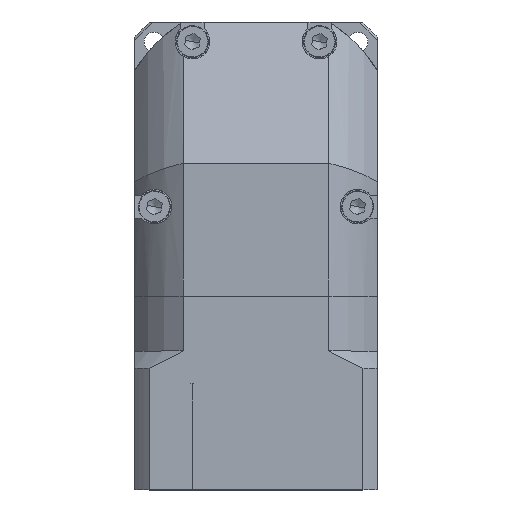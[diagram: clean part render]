
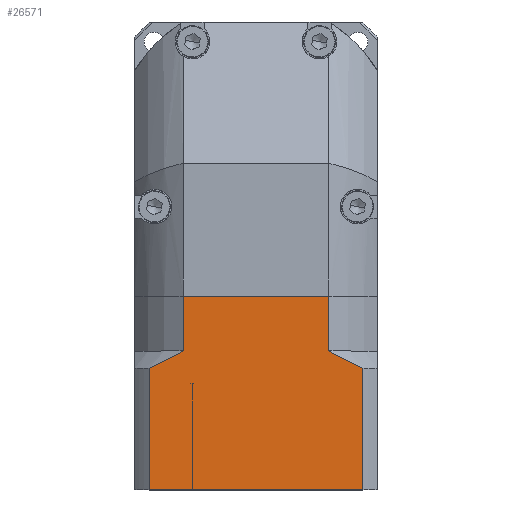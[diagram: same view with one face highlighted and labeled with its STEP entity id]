
A CAD part, top view. The second image highlights one B-rep face of the part: STEP entity #26571.
In plain terms, the highlighted face is planar.
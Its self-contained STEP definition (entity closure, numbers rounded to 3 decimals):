
#54 = VECTOR ( 'NONE', #16425, 1000. ) ;
#429 = EDGE_CURVE ( 'NONE', #21867, #9272, #897, .T. ) ;
#514 = CARTESIAN_POINT ( 'NONE',  ( 0., 18.52, -21. ) ) ;
#897 = LINE ( 'NONE', #24409, #1287 ) ;
#1287 = VECTOR ( 'NONE', #11729, 1000. ) ;
#1614 = CARTESIAN_POINT ( 'NONE',  ( -35.5, 12.619, -21. ) ) ;
#1639 = CARTESIAN_POINT ( 'NONE',  ( -21., 18.52, -21. ) ) ;
#1768 = CARTESIAN_POINT ( 'NONE',  ( -64., -18.52, -21. ) ) ;
#2179 = ORIENTED_EDGE ( 'NONE', *, *, #20985, .T. ) ;
#2198 = CARTESIAN_POINT ( 'NONE',  ( -21.542, 17.564, -21. ) ) ;
#2447 = VECTOR ( 'NONE', #10454, 1000. ) ;
#3215 = DIRECTION ( 'NONE',  ( -1., 0., 0. ) ) ;
#3660 = CARTESIAN_POINT ( 'NONE',  ( -22.091, -16.597, -21. ) ) ;
#4051 = CARTESIAN_POINT ( 'NONE',  ( -21., -18.52, -21. ) ) ;
#4297 = CARTESIAN_POINT ( 'NONE',  ( -21., 18.52, -21. ) ) ;
#5785 = CARTESIAN_POINT ( 'NONE',  ( -24., 12.619, -21. ) ) ;
#6072 = CARTESIAN_POINT ( 'NONE',  ( -22.067, 16.597, -21. ) ) ;
#6135 = FACE_OUTER_BOUND ( 'NONE', #21406, .T. ) ;
#6479 = CARTESIAN_POINT ( 'NONE',  ( -23.072, 14.632, -21. ) ) ;
#6487 = LINE ( 'NONE', #13039, #17874 ) ;
#6639 = VERTEX_POINT ( 'NONE', #5785 ) ;
#6815 = VECTOR ( 'NONE', #3215, 1000. ) ;
#6846 = EDGE_CURVE ( 'NONE', #10499, #18469, #19443, .T. ) ;
#7222 = VERTEX_POINT ( 'NONE', #4297 ) ;
#7534 = EDGE_CURVE ( 'NONE', #7222, #27130, #7546, .T. ) ;
#7546 = LINE ( 'NONE', #16270, #54 ) ;
#8031 = CARTESIAN_POINT ( 'NONE',  ( -33.5, 12.619, -21. ) ) ;
#8745 = CARTESIAN_POINT ( 'NONE',  ( -24., 12.619, -21. ) ) ;
#8906 = CARTESIAN_POINT ( 'NONE',  ( -33.5, -12.619, -21. ) ) ;
#9272 = VERTEX_POINT ( 'NONE', #8031 ) ;
#9595 = LINE ( 'NONE', #14047, #6815 ) ;
#10454 = DIRECTION ( 'NONE',  ( 1., 0., 0. ) ) ;
#10499 = VERTEX_POINT ( 'NONE', #4051 ) ;
#10513 = ORIENTED_EDGE ( 'NONE', *, *, #26268, .T. ) ;
#11498 = CARTESIAN_POINT ( 'NONE',  ( 0., -18.52, -21. ) ) ;
#11729 = DIRECTION ( 'NONE',  ( 0., 1., 0. ) ) ;
#13039 = CARTESIAN_POINT ( 'NONE',  ( 0., 18.52, -21. ) ) ;
#13602 = ORIENTED_EDGE ( 'NONE', *, *, #15944, .F. ) ;
#13785 = VECTOR ( 'NONE', #19031, 1000. ) ;
#14047 = CARTESIAN_POINT ( 'NONE',  ( -35.5, -12.619, -21. ) ) ;
#14262 = EDGE_CURVE ( 'NONE', #26581, #21867, #9595, .T. ) ;
#14490 = CARTESIAN_POINT ( 'NONE',  ( -23.109, -14.638, -21. ) ) ;
#15251 = ORIENTED_EDGE ( 'NONE', *, *, #6846, .F. ) ;
#15662 = ORIENTED_EDGE ( 'NONE', *, *, #7534, .T. ) ;
#15944 = EDGE_CURVE ( 'NONE', #18469, #27130, #6487, .T. ) ;
#16258 = AXIS2_PLACEMENT_3D ( 'NONE', #18873, #27808, #16989 ) ;
#16270 = CARTESIAN_POINT ( 'NONE',  ( -64., 18.52, -21. ) ) ;
#16425 = DIRECTION ( 'NONE',  ( 1., 0., 0. ) ) ;
#16586 = CARTESIAN_POINT ( 'NONE',  ( -24., -12.619, -21. ) ) ;
#16989 = DIRECTION ( 'NONE',  ( -1., 0., 0. ) ) ;
#17749 = B_SPLINE_CURVE_WITH_KNOTS ( 'NONE', 3,
 ( #8745, #26016, #6479, #6072, #2198, #1639 ),
 .UNSPECIFIED., .F., .F.,
 ( 4, 2, 4 ),
 ( 0.06, 0.063, 0.066 ),
 .UNSPECIFIED. ) ;
#17760 = EDGE_CURVE ( 'NONE', #9272, #6639, #21175, .T. ) ;
#17874 = VECTOR ( 'NONE', #21748, 1000. ) ;
#18469 = VERTEX_POINT ( 'NONE', #11498 ) ;
#18873 = CARTESIAN_POINT ( 'NONE',  ( -64., 18.52, -21. ) ) ;
#19031 = DIRECTION ( 'NONE',  ( 1., 0., 0. ) ) ;
#19135 = PLANE ( 'NONE',  #16258 ) ;
#19443 = LINE ( 'NONE', #1768, #2447 ) ;
#20301 = B_SPLINE_CURVE_WITH_KNOTS ( 'NONE', 3,
 ( #27465, #3660, #14490, #20925 ),
 .UNSPECIFIED., .F., .F.,
 ( 4, 4 ),
 ( 0.027, 0.034 ),
 .UNSPECIFIED. ) ;
#20925 = CARTESIAN_POINT ( 'NONE',  ( -24., -12.619, -21. ) ) ;
#20985 = EDGE_CURVE ( 'NONE', #10499, #26581, #20301, .T. ) ;
#21122 = ORIENTED_EDGE ( 'NONE', *, *, #17760, .T. ) ;
#21175 = LINE ( 'NONE', #1614, #13785 ) ;
#21406 = EDGE_LOOP ( 'NONE', ( #2179, #23547, #24536, #21122, #10513, #15662, #13602, #15251 ) ) ;
#21748 = DIRECTION ( 'NONE',  ( 0., 1., 0. ) ) ;
#21867 = VERTEX_POINT ( 'NONE', #8906 ) ;
#23547 = ORIENTED_EDGE ( 'NONE', *, *, #14262, .T. ) ;
#24409 = CARTESIAN_POINT ( 'NONE',  ( -33.5, 17.9, -21. ) ) ;
#24536 = ORIENTED_EDGE ( 'NONE', *, *, #429, .T. ) ;
#26016 = CARTESIAN_POINT ( 'NONE',  ( -23.553, 13.633, -21. ) ) ;
#26268 = EDGE_CURVE ( 'NONE', #6639, #7222, #17749, .T. ) ;
#26571 = ADVANCED_FACE ( 'NONE', ( #6135 ), #19135, .T. ) ;
#26581 = VERTEX_POINT ( 'NONE', #16586 ) ;
#27130 = VERTEX_POINT ( 'NONE', #514 ) ;
#27465 = CARTESIAN_POINT ( 'NONE',  ( -21., -18.52, -21. ) ) ;
#27808 = DIRECTION ( 'NONE',  ( 0., 0., -1. ) ) ;
